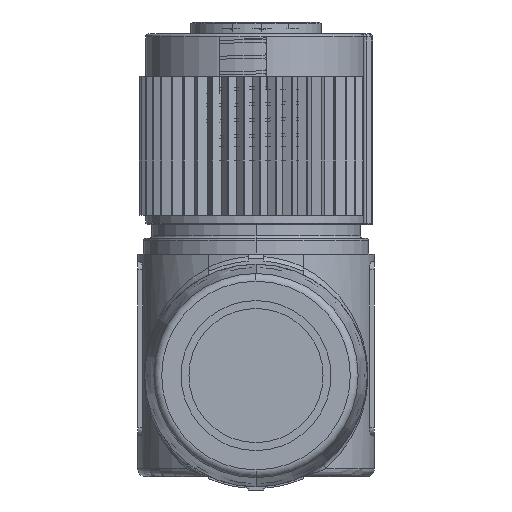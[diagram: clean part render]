
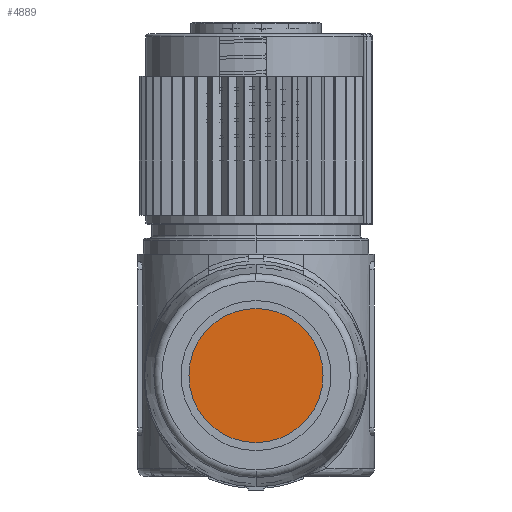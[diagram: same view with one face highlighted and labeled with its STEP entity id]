
A CAD part, front view. The second image highlights one B-rep face of the part: STEP entity #4889.
In plain terms, the highlighted planar face has unit normal (0, -1, 0).
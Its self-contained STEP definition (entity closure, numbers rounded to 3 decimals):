
#1376 = AXIS2_PLACEMENT_3D ( 'NONE', #16732, #13589, #6117 ) ;
#1863 = DIRECTION ( 'NONE',  ( 0., 0., -1. ) ) ;
#1919 = EDGE_CURVE ( 'NONE', #11956, #18999, #5441, .T. ) ;
#3679 = AXIS2_PLACEMENT_3D ( 'NONE', #7050, #6653, #12743 ) ;
#3821 = FACE_OUTER_BOUND ( 'NONE', #7859, .T. ) ;
#4817 = AXIS2_PLACEMENT_3D ( 'NONE', #15515, #4994, #1863 ) ;
#4889 = ADVANCED_FACE ( 'NONE', ( #3821 ), #11371, .F. ) ;
#4994 = DIRECTION ( 'NONE',  ( 0., 1., 0. ) ) ;
#5441 = CIRCLE ( 'NONE', #1376, 4.25 ) ;
#6100 = ORIENTED_EDGE ( 'NONE', *, *, #18437, .F. ) ;
#6117 = DIRECTION ( 'NONE',  ( 0., 0., 1. ) ) ;
#6653 = DIRECTION ( 'NONE',  ( 0., 1., 0. ) ) ;
#7050 = CARTESIAN_POINT ( 'NONE',  ( 0., -239.2, -13.2 ) ) ;
#7859 = EDGE_LOOP ( 'NONE', ( #13474, #6100 ) ) ;
#11371 = PLANE ( 'NONE',  #3679 ) ;
#11956 = VERTEX_POINT ( 'NONE', #17318 ) ;
#12743 = DIRECTION ( 'NONE',  ( 1., 0., 0. ) ) ;
#13474 = ORIENTED_EDGE ( 'NONE', *, *, #1919, .F. ) ;
#13589 = DIRECTION ( 'NONE',  ( 0., 1., 0. ) ) ;
#13915 = CIRCLE ( 'NONE', #4817, 4.25 ) ;
#15515 = CARTESIAN_POINT ( 'NONE',  ( 0., -239.2, -13.2 ) ) ;
#16732 = CARTESIAN_POINT ( 'NONE',  ( 0., -239.2, -13.2 ) ) ;
#17318 = CARTESIAN_POINT ( 'NONE',  ( 0., -239.2, -8.95 ) ) ;
#18437 = EDGE_CURVE ( 'NONE', #18999, #11956, #13915, .T. ) ;
#18459 = CARTESIAN_POINT ( 'NONE',  ( 0., -239.2, -17.45 ) ) ;
#18999 = VERTEX_POINT ( 'NONE', #18459 ) ;
